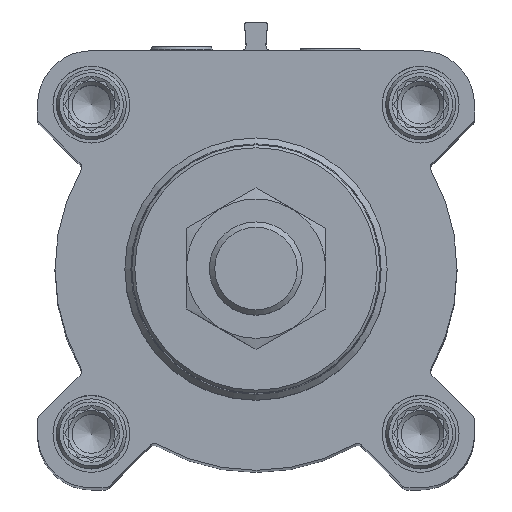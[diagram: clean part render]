
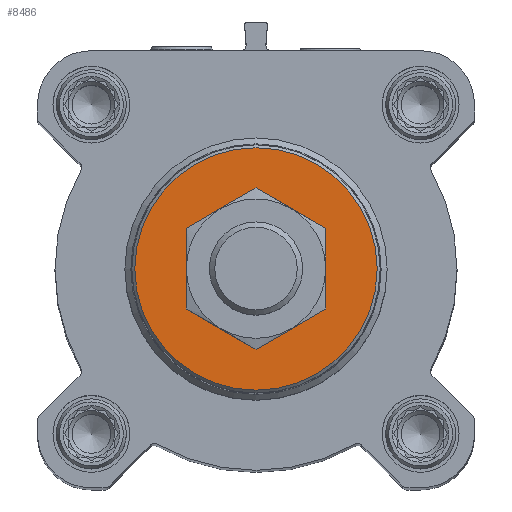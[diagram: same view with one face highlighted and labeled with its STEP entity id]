
A CAD part, top view. The second image highlights one B-rep face of the part: STEP entity #8486.
In plain terms, the highlighted planar face has unit normal (0, 0, 1).
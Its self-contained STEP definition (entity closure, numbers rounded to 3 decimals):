
#1064=PLANE('',#8951);
#1374=CIRCLE('',#8952,20.799);
#1375=CIRCLE('',#8953,10.);
#1929=ORIENTED_EDGE('',*,*,#3528,.F.);
#1930=ORIENTED_EDGE('',*,*,#3529,.T.);
#3528=EDGE_CURVE('',#4343,#4343,#1374,.T.);
#3529=EDGE_CURVE('',#4344,#4344,#1375,.T.);
#4343=VERTEX_POINT('',#12258);
#4344=VERTEX_POINT('',#12260);
#4950=EDGE_LOOP('',(#1929));
#4951=EDGE_LOOP('',(#1930));
#5463=FACE_BOUND('',#4950,.T.);
#5464=FACE_BOUND('',#4951,.T.);
#8486=ADVANCED_FACE('',(#5463,#5464),#1064,.F.);
#8951=AXIS2_PLACEMENT_3D('',#12256,#9707,#9708);
#8952=AXIS2_PLACEMENT_3D('',#12257,#9709,#9710);
#8953=AXIS2_PLACEMENT_3D('',#12259,#9711,#9712);
#9707=DIRECTION('',(0.,0.,-1.));
#9708=DIRECTION('',(-1.,0.,0.));
#9709=DIRECTION('',(0.,0.,-1.));
#9710=DIRECTION('',(-1.,0.,0.));
#9711=DIRECTION('',(0.,0.,-1.));
#9712=DIRECTION('',(-1.,0.,0.));
#12256=CARTESIAN_POINT('',(0.,0.,27.));
#12257=CARTESIAN_POINT('',(0.,0.,27.));
#12258=CARTESIAN_POINT('',(-20.799,0.,27.));
#12259=CARTESIAN_POINT('',(0.,0.,27.));
#12260=CARTESIAN_POINT('',(-10.,0.,27.));
